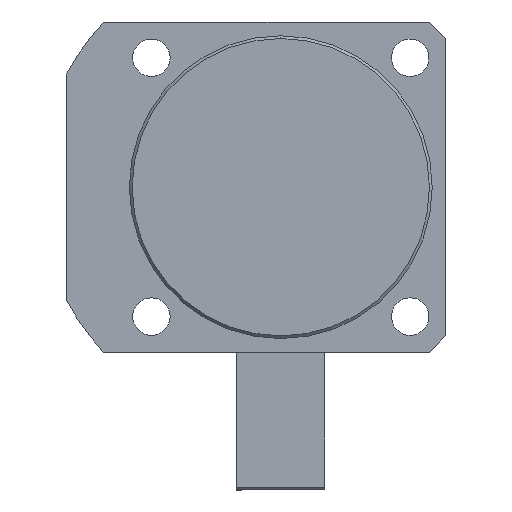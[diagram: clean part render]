
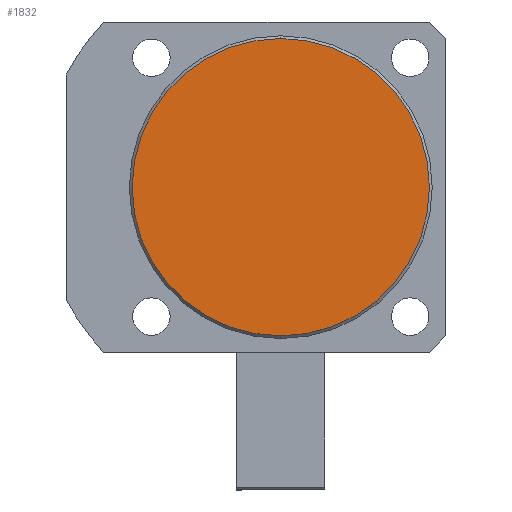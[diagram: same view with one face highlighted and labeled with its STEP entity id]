
A CAD part, front view. The second image highlights one B-rep face of the part: STEP entity #1832.
In plain terms, the highlighted planar face has unit normal (0, -1, 0).
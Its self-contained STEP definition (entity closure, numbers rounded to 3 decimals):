
#247 = CARTESIAN_POINT ( 'NONE',  ( 0., 0., 27. ) ) ;
#968 = CARTESIAN_POINT ( 'NONE',  ( 0., 0., 0. ) ) ;
#1331 = AXIS2_PLACEMENT_3D ( 'NONE', #968, #6223, #1705 ) ;
#1705 = DIRECTION ( 'NONE',  ( 0., 0., 1. ) ) ;
#1751 = EDGE_LOOP ( 'NONE', ( #6778, #9107 ) ) ;
#1832 = ADVANCED_FACE ( 'NONE', ( #2380 ), #2141, .T. ) ;
#2141 = PLANE ( 'NONE',  #4696 ) ;
#2380 = FACE_OUTER_BOUND ( 'NONE', #1751, .T. ) ;
#2633 = CIRCLE ( 'NONE', #7486, 27. ) ;
#3943 = CARTESIAN_POINT ( 'NONE',  ( 0., 0., 0. ) ) ;
#4453 = CIRCLE ( 'NONE', #1331, 27. ) ;
#4496 = EDGE_CURVE ( 'NONE', #7903, #9542, #4453, .T. ) ;
#4696 = AXIS2_PLACEMENT_3D ( 'NONE', #8137, #9652, #5149 ) ;
#4702 = DIRECTION ( 'NONE',  ( 0., 0., 1. ) ) ;
#5149 = DIRECTION ( 'NONE',  ( 0., 0., -1. ) ) ;
#6223 = DIRECTION ( 'NONE',  ( 0., 1., 0. ) ) ;
#6778 = ORIENTED_EDGE ( 'NONE', *, *, #4496, .F. ) ;
#7486 = AXIS2_PLACEMENT_3D ( 'NONE', #3943, #9190, #4702 ) ;
#7903 = VERTEX_POINT ( 'NONE', #247 ) ;
#8062 = EDGE_CURVE ( 'NONE', #9542, #7903, #2633, .T. ) ;
#8137 = CARTESIAN_POINT ( 'NONE',  ( 22., 0., 0. ) ) ;
#8341 = CARTESIAN_POINT ( 'NONE',  ( 0., 0., -27. ) ) ;
#9107 = ORIENTED_EDGE ( 'NONE', *, *, #8062, .F. ) ;
#9190 = DIRECTION ( 'NONE',  ( 0., 1., 0. ) ) ;
#9542 = VERTEX_POINT ( 'NONE', #8341 ) ;
#9652 = DIRECTION ( 'NONE',  ( 0., -1., 0. ) ) ;
